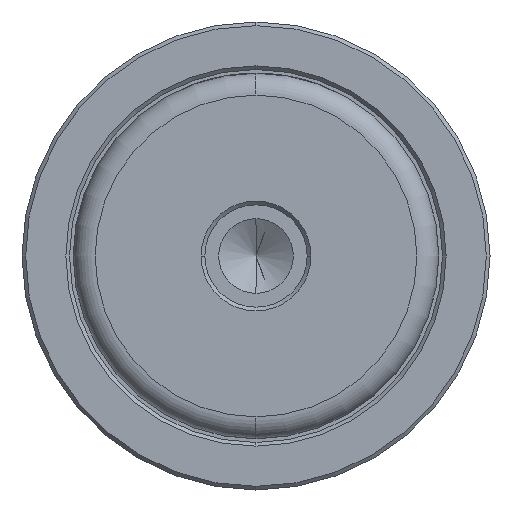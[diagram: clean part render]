
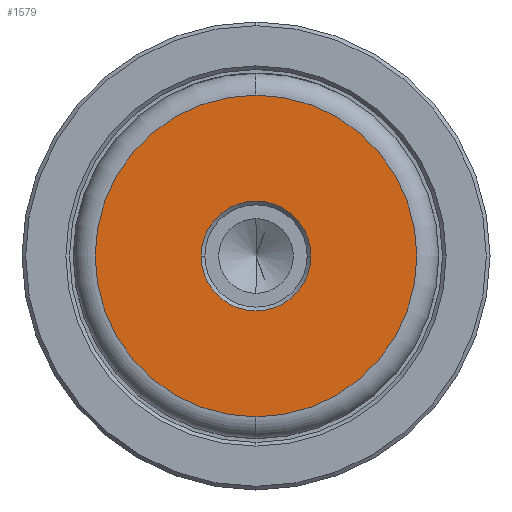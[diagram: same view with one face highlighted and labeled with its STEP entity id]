
A CAD part, left-side view. The second image highlights one B-rep face of the part: STEP entity #1579.
In plain terms, the highlighted planar face has unit normal (-1, 0, 0).
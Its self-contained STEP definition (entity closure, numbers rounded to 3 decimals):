
#4 = CARTESIAN_POINT ( 'NONE',  ( 0., 0., 0. ) ) ;
#6 = CARTESIAN_POINT ( 'NONE',  ( 0., -7.5, 0. ) ) ;
#17 = EDGE_CURVE ( 'NONE', #985, #2510, #165, .T. ) ;
#57 = DIRECTION ( 'NONE',  ( -1., 0., 0. ) ) ;
#89 = VERTEX_POINT ( 'NONE', #6 ) ;
#124 = CIRCLE ( 'NONE', #1337, 7.5 ) ;
#163 = EDGE_LOOP ( 'NONE', ( #1224, #1892 ) ) ;
#165 = CIRCLE ( 'NONE', #1970, 21.997 ) ;
#213 = DIRECTION ( 'NONE',  ( 0., 0., 1. ) ) ;
#340 = ORIENTED_EDGE ( 'NONE', *, *, #1978, .T. ) ;
#382 = CARTESIAN_POINT ( 'NONE',  ( 0., 0., 0. ) ) ;
#426 = FACE_OUTER_BOUND ( 'NONE', #163, .T. ) ;
#440 = CIRCLE ( 'NONE', #589, 21.997 ) ;
#494 = CARTESIAN_POINT ( 'NONE',  ( 0., 7.5, 0. ) ) ;
#589 = AXIS2_PLACEMENT_3D ( 'NONE', #1019, #2431, #1220 ) ;
#594 = DIRECTION ( 'NONE',  ( 0., 0., 1. ) ) ;
#675 = AXIS2_PLACEMENT_3D ( 'NONE', #1631, #2032, #845 ) ;
#711 = VERTEX_POINT ( 'NONE', #494 ) ;
#845 = DIRECTION ( 'NONE',  ( 0., 0., 1. ) ) ;
#941 = ORIENTED_EDGE ( 'NONE', *, *, #1421, .T. ) ;
#985 = VERTEX_POINT ( 'NONE', #1894 ) ;
#1019 = CARTESIAN_POINT ( 'NONE',  ( 0., 0., 0. ) ) ;
#1020 = PLANE ( 'NONE',  #675 ) ;
#1220 = DIRECTION ( 'NONE',  ( 0., 0., 1. ) ) ;
#1224 = ORIENTED_EDGE ( 'NONE', *, *, #1352, .T. ) ;
#1268 = CARTESIAN_POINT ( 'NONE',  ( 0., 0., 0. ) ) ;
#1337 = AXIS2_PLACEMENT_3D ( 'NONE', #4, #1416, #213 ) ;
#1352 = EDGE_CURVE ( 'NONE', #2510, #985, #440, .T. ) ;
#1416 = DIRECTION ( 'NONE',  ( 1., 0., 0. ) ) ;
#1421 = EDGE_CURVE ( 'NONE', #711, #89, #1633, .T. ) ;
#1430 = FACE_BOUND ( 'NONE', #1783, .T. ) ;
#1471 = DIRECTION ( 'NONE',  ( 0., 0., 1. ) ) ;
#1579 = ADVANCED_FACE ( 'NONE', ( #1430, #426 ), #1020, .T. ) ;
#1631 = CARTESIAN_POINT ( 'NONE',  ( 0., 0., 0. ) ) ;
#1633 = CIRCLE ( 'NONE', #1795, 7.5 ) ;
#1783 = EDGE_LOOP ( 'NONE', ( #340, #941 ) ) ;
#1790 = DIRECTION ( 'NONE',  ( 1., 0., 0. ) ) ;
#1795 = AXIS2_PLACEMENT_3D ( 'NONE', #382, #1790, #594 ) ;
#1892 = ORIENTED_EDGE ( 'NONE', *, *, #17, .T. ) ;
#1894 = CARTESIAN_POINT ( 'NONE',  ( 0., 0., -21.997 ) ) ;
#1970 = AXIS2_PLACEMENT_3D ( 'NONE', #1268, #57, #1471 ) ;
#1978 = EDGE_CURVE ( 'NONE', #89, #711, #124, .T. ) ;
#2032 = DIRECTION ( 'NONE',  ( -1., 0., 0. ) ) ;
#2133 = CARTESIAN_POINT ( 'NONE',  ( 0., 0., 21.997 ) ) ;
#2431 = DIRECTION ( 'NONE',  ( -1., 0., 0. ) ) ;
#2510 = VERTEX_POINT ( 'NONE', #2133 ) ;
